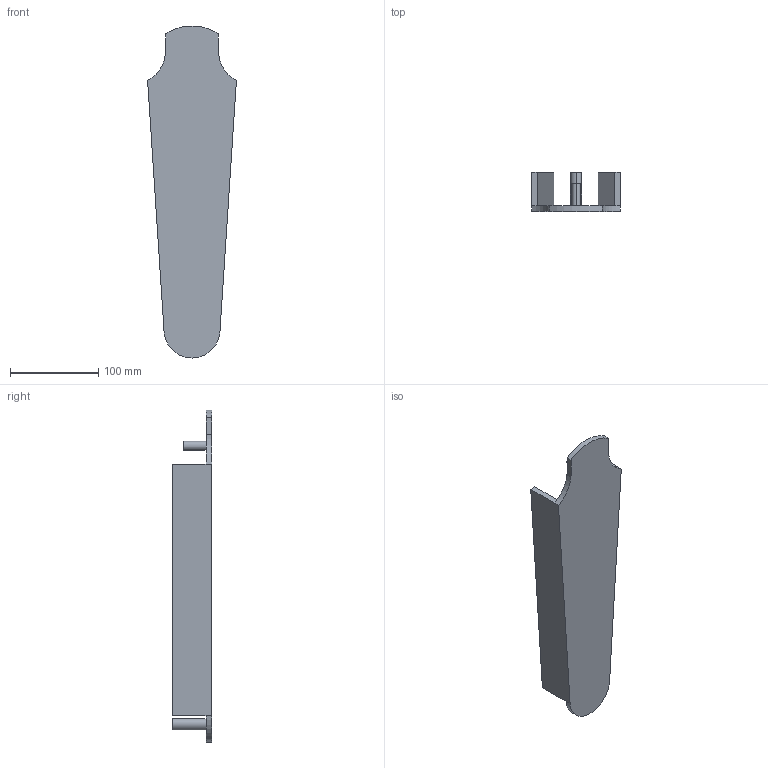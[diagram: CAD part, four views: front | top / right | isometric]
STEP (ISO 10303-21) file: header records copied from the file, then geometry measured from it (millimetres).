
FILE_DESCRIPTION (( 'STEP AP203' ), '1' );
FILE_NAME ('Leg_Default_sldprt.STEP', '2024-11-07T05:13:08', ( '' ), ( '' ), 'SwSTEP 2.0', 'SolidWorks 2024', '' );
FILE_SCHEMA (( 'CONFIG_CONTROL_DESIGN' ));
Length unit declared in the file: millimetre
Products named in the file (1): Leg_Default_sldprt
Bounding box: 100.68 x 44.45 x 376.44 mm (x, y, z)
Volume: 327606.4 mm3; surface area: 109725.3 mm2
Topology: 1 solids, 1 shells, 25 faces, 59 edges, 38 vertices
Faces by surface type: plane 16, cylinder 9
Entity records: 796 total; most frequent: DIRECTION 129, CARTESIAN_POINT 123, ORIENTED_EDGE 118, EDGE_CURVE 59, AXIS2_PLACEMENT_3D 44, LINE 41, VECTOR 41, VERTEX_POINT 38
